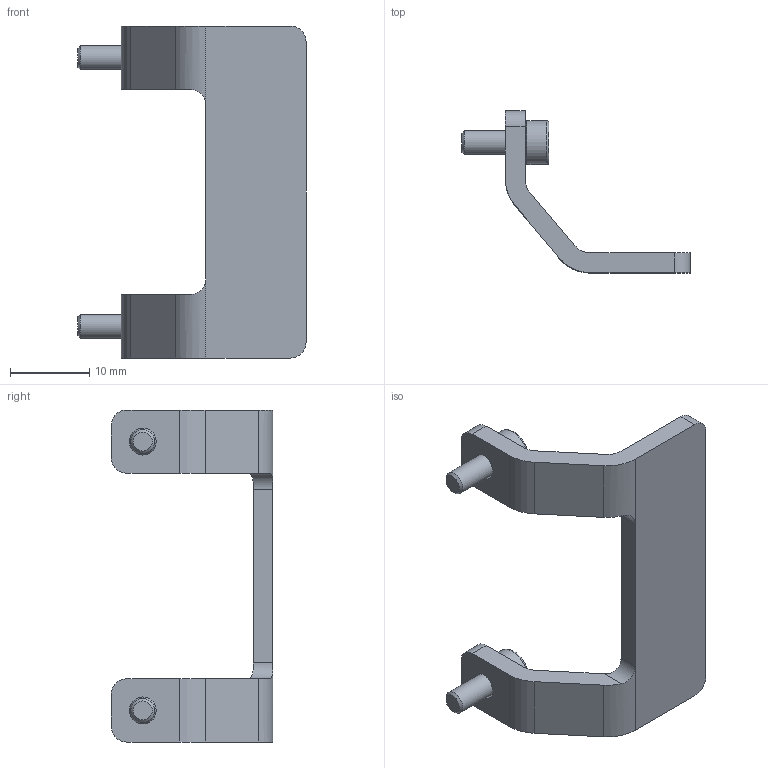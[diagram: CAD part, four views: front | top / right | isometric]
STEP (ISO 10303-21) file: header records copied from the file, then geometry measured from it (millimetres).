
FILE_DESCRIPTION(/* description */ ('STEP AP214'),/* implementation_level */ '2;1');
FILE_NAME(/* name */ '8197116_EAPM-E24-60-SLE',/* time_stamp */ '2024-08-21T15:52:59+02:00',/* author */ ('License CC BY-ND 4.0'),/* organization */ ('CADENAS'),/* preprocessor_version */ 'ST-DEVELOPER v19.3',/* originating_system */ 'PARTsolutions',/* authorisation */ ' ');
FILE_SCHEMA (('AUTOMOTIVE_DESIGN {1 0 10303 214 3 1 1}'));
Length unit declared in the file: millimetre
Products named in the file (3): 8197116 EAPM-E24-60-SLE---(400); 8196828 EAPM-E24-60-SLE---(400); ISO 14579 M3x8(F)
Assembly tree (3 placements, depth 2):
  8197116 EAPM-E24-60-SLE---(400)
    8196828 EAPM-E24-60-SLE---(400)
    ISO 14579 M3x8(F)  x2
Bounding box: 28.86 x 20.46 x 42 mm (x, y, z)
Volume: 2455.1 mm3; surface area: 2674.9 mm2
Topology: 3 solids, 3 shells, 94 faces, 234 edges, 148 vertices
Faces by surface type: cylinder 44, plane 24, cone 20, torus 6
Full cylindrical faces by diameter (mm): 3 x2, 3.4 x2, 5.5 x2
Entity records: 2023 total; most frequent: CARTESIAN_POINT 453, ORIENTED_EDGE 304, DIRECTION 302, EDGE_CURVE 152, AXIS2_PLACEMENT_3D 116, VERTEX_POINT 105, FACE_BOUND 81, EDGE_LOOP 80
